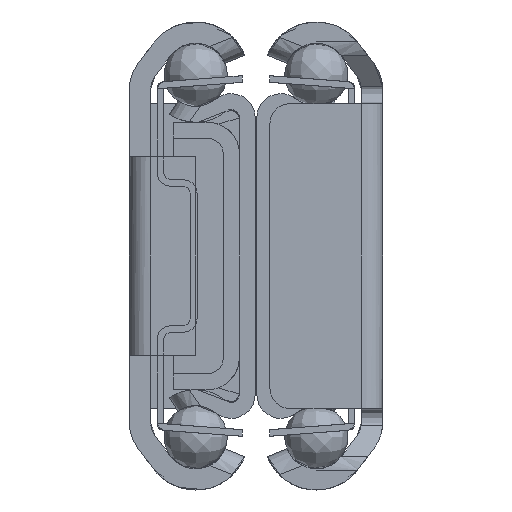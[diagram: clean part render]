
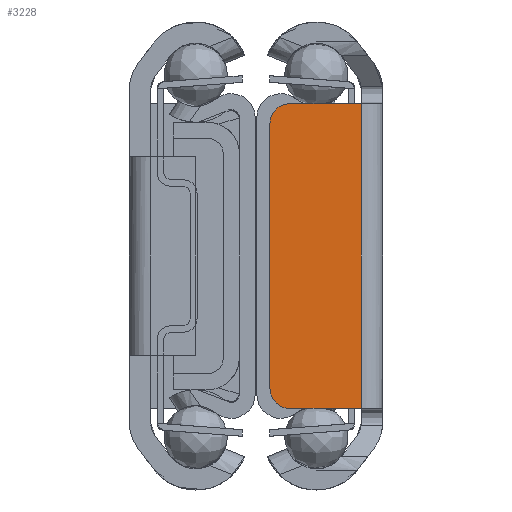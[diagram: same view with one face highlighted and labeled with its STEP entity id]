
A CAD part, left-side view. The second image highlights one B-rep face of the part: STEP entity #3228.
In plain terms, the highlighted free-form (B-spline) face has degree [1, 1] with [2, 2] control points.
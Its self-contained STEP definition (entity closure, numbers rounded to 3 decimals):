
#1304=CARTESIAN_POINT('',(-835.0,-17.5,11.5));
#1305=VERTEX_POINT('',#1304);
#1321=CARTESIAN_POINT('',(-835.0,-17.5,-11.5));
#1322=VERTEX_POINT('',#1321);
#1323=CARTESIAN_POINT('',(-835.0,-17.5,-11.5));
#1324=CARTESIAN_POINT('',(-835.0,-17.5,11.5));
#1325=QUASI_UNIFORM_CURVE('',1,(#1323,#1324),.UNSPECIFIED.,.F.,.U.);
#1326=EDGE_CURVE('',#1322,#1305,#1325,.T.);
#1865=CARTESIAN_POINT('',(-835.0,-12.1,-11.5));
#1866=VERTEX_POINT('',#1865);
#1872=CARTESIAN_POINT('',(-835.0,-10.6,-10.0));
#1873=VERTEX_POINT('',#1872);
#1874=CARTESIAN_POINT('',(-835.0,-10.6,-10.0));
#1875=CARTESIAN_POINT('',(-835.,-10.6,-11.5));
#1876=CARTESIAN_POINT('',(-835.0,-12.1,-11.5));
#1884=(BOUNDED_CURVE()B_SPLINE_CURVE(2,(#1874,#1875,#1876),.UNSPECIFIED.,.F.,.U.)CURVE()GEOMETRIC_REPRESENTATION_ITEM()QUASI_UNIFORM_CURVE()RATIONAL_B_SPLINE_CURVE((1.0,0.707,1.0))REPRESENTATION_ITEM(''));
#1885=EDGE_CURVE('',#1873,#1866,#1884,.T.);
#1910=CARTESIAN_POINT('',(-835.0,-10.6,10.0));
#1911=VERTEX_POINT('',#1910);
#1917=CARTESIAN_POINT('',(-835.0,-12.1,11.5));
#1918=VERTEX_POINT('',#1917);
#1919=CARTESIAN_POINT('',(-835.0,-12.1,11.5));
#1920=CARTESIAN_POINT('',(-835.,-10.6,11.5));
#1921=CARTESIAN_POINT('',(-835.0,-10.6,10.0));
#1929=(BOUNDED_CURVE()B_SPLINE_CURVE(2,(#1919,#1920,#1921),.UNSPECIFIED.,.F.,.U.)CURVE()GEOMETRIC_REPRESENTATION_ITEM()QUASI_UNIFORM_CURVE()RATIONAL_B_SPLINE_CURVE((1.0,0.707,1.0))REPRESENTATION_ITEM(''));
#1930=EDGE_CURVE('',#1918,#1911,#1929,.T.);
#1947=CARTESIAN_POINT('',(-835.0,-10.6,-10.0));
#1948=CARTESIAN_POINT('',(-835.0,-10.6,10.0));
#1949=QUASI_UNIFORM_CURVE('',1,(#1947,#1948),.UNSPECIFIED.,.F.,.U.);
#1950=EDGE_CURVE('',#1873,#1911,#1949,.T.);
#2288=CARTESIAN_POINT('',(-835.0,-17.5,11.5));
#2289=CARTESIAN_POINT('',(-835.0,-12.1,11.5));
#2290=QUASI_UNIFORM_CURVE('',1,(#2288,#2289),.UNSPECIFIED.,.F.,.U.);
#2291=EDGE_CURVE('',#1305,#1918,#2290,.T.);
#2528=CARTESIAN_POINT('',(-835.0,-17.5,-11.5));
#2529=CARTESIAN_POINT('',(-835.0,-12.1,-11.5));
#2530=QUASI_UNIFORM_CURVE('',1,(#2528,#2529),.UNSPECIFIED.,.F.,.U.);
#2531=EDGE_CURVE('',#1322,#1866,#2530,.T.);
#3215=CARTESIAN_POINT('',(-835.0,-10.255,12.649));
#3216=CARTESIAN_POINT('',(-835.0,-17.845,12.649));
#3217=CARTESIAN_POINT('',(-835.0,-10.255,-12.649));
#3218=CARTESIAN_POINT('',(-835.0,-17.845,-12.649));
#3219=B_SPLINE_SURFACE_WITH_KNOTS('',1,1,((#3215,#3217),(#3216,#3218)),.UNSPECIFIED.,.F.,.F.,.U.,(2,2),(2,2),(0.0,7.589),(0.0,25.298),.UNSPECIFIED.);
#3220=ORIENTED_EDGE('',*,*,#2531,.F.);
#3221=ORIENTED_EDGE('',*,*,#1326,.T.);
#3222=ORIENTED_EDGE('',*,*,#2291,.T.);
#3223=ORIENTED_EDGE('',*,*,#1930,.T.);
#3224=ORIENTED_EDGE('',*,*,#1950,.F.);
#3225=ORIENTED_EDGE('',*,*,#1885,.T.);
#3226=EDGE_LOOP('',(#3220,#3221,#3222,#3223,#3224,#3225));
#3227=FACE_OUTER_BOUND('',#3226,.T.);
#3228=ADVANCED_FACE('',(#3227),#3219,.F.);
